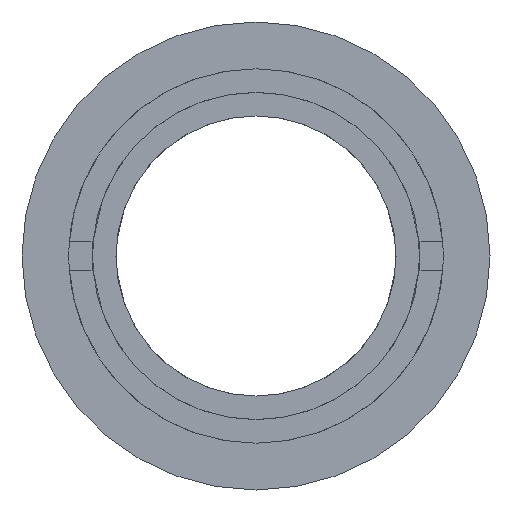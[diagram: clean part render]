
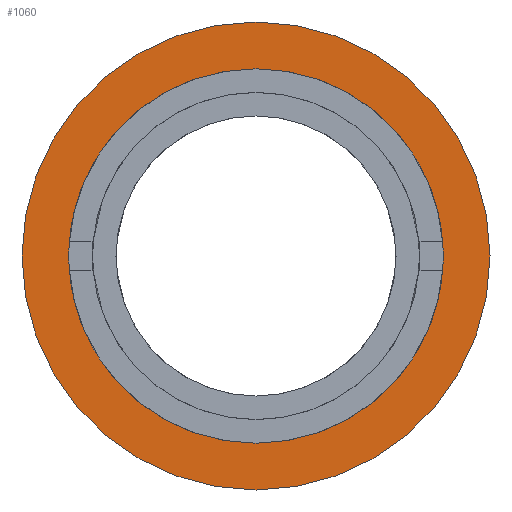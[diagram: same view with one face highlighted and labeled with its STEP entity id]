
A CAD part, front view. The second image highlights one B-rep face of the part: STEP entity #1060.
In plain terms, the highlighted planar face has unit normal (0, -1, 0).
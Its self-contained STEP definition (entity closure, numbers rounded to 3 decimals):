
#54 = CARTESIAN_POINT ( 'NONE',  ( 0., 5., 0. ) ) ;
#116 = EDGE_LOOP ( 'NONE', ( #470, #984 ) ) ;
#162 = DIRECTION ( 'NONE',  ( 0., 1., 0. ) ) ;
#167 = CIRCLE ( 'NONE', #1135, 12.4 ) ;
#189 = CIRCLE ( 'NONE', #781, 15.875 ) ;
#250 = AXIS2_PLACEMENT_3D ( 'NONE', #943, #1050, #590 ) ;
#300 = CARTESIAN_POINT ( 'NONE',  ( 0., 5., 12.4 ) ) ;
#339 = EDGE_LOOP ( 'NONE', ( #798, #704 ) ) ;
#368 = DIRECTION ( 'NONE',  ( 0., 0., 1. ) ) ;
#372 = VERTEX_POINT ( 'NONE', #627 ) ;
#428 = VERTEX_POINT ( 'NONE', #664 ) ;
#434 = FACE_OUTER_BOUND ( 'NONE', #339, .T. ) ;
#470 = ORIENTED_EDGE ( 'NONE', *, *, #1122, .T. ) ;
#590 = DIRECTION ( 'NONE',  ( 0., 0., 1. ) ) ;
#627 = CARTESIAN_POINT ( 'NONE',  ( 0., 5., 15.875 ) ) ;
#664 = CARTESIAN_POINT ( 'NONE',  ( 0., 5., -15.875 ) ) ;
#704 = ORIENTED_EDGE ( 'NONE', *, *, #1044, .F. ) ;
#771 = CIRCLE ( 'NONE', #250, 15.875 ) ;
#775 = CARTESIAN_POINT ( 'NONE',  ( 0., 5., 0. ) ) ;
#780 = DIRECTION ( 'NONE',  ( 0., 0., -1. ) ) ;
#781 = AXIS2_PLACEMENT_3D ( 'NONE', #1143, #817, #1166 ) ;
#798 = ORIENTED_EDGE ( 'NONE', *, *, #1292, .F. ) ;
#817 = DIRECTION ( 'NONE',  ( 0., 1., 0. ) ) ;
#835 = DIRECTION ( 'NONE',  ( 0., 1., 0. ) ) ;
#837 = CARTESIAN_POINT ( 'NONE',  ( -15.875, 5., 0. ) ) ;
#841 = VERTEX_POINT ( 'NONE', #300 ) ;
#896 = DIRECTION ( 'NONE',  ( 0., -1., 0. ) ) ;
#923 = VERTEX_POINT ( 'NONE', #1034 ) ;
#927 = DIRECTION ( 'NONE',  ( 0., 0., 1. ) ) ;
#943 = CARTESIAN_POINT ( 'NONE',  ( 0., 5., 0. ) ) ;
#984 = ORIENTED_EDGE ( 'NONE', *, *, #1154, .T. ) ;
#985 = CIRCLE ( 'NONE', #1192, 12.4 ) ;
#1002 = AXIS2_PLACEMENT_3D ( 'NONE', #837, #896, #780 ) ;
#1034 = CARTESIAN_POINT ( 'NONE',  ( 0., 5., -12.4 ) ) ;
#1044 = EDGE_CURVE ( 'NONE', #428, #372, #189, .T. ) ;
#1050 = DIRECTION ( 'NONE',  ( 0., 1., 0. ) ) ;
#1060 = ADVANCED_FACE ( 'NONE', ( #1080, #434 ), #1069, .T. ) ;
#1069 = PLANE ( 'NONE',  #1002 ) ;
#1080 = FACE_BOUND ( 'NONE', #116, .T. ) ;
#1122 = EDGE_CURVE ( 'NONE', #841, #923, #985, .T. ) ;
#1135 = AXIS2_PLACEMENT_3D ( 'NONE', #775, #835, #927 ) ;
#1143 = CARTESIAN_POINT ( 'NONE',  ( 0., 5., 0. ) ) ;
#1154 = EDGE_CURVE ( 'NONE', #923, #841, #167, .T. ) ;
#1166 = DIRECTION ( 'NONE',  ( 0., 0., 1. ) ) ;
#1192 = AXIS2_PLACEMENT_3D ( 'NONE', #54, #162, #368 ) ;
#1292 = EDGE_CURVE ( 'NONE', #372, #428, #771, .T. ) ;
